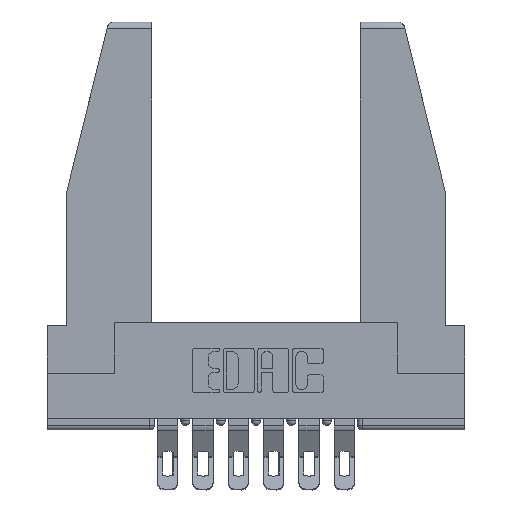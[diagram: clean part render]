
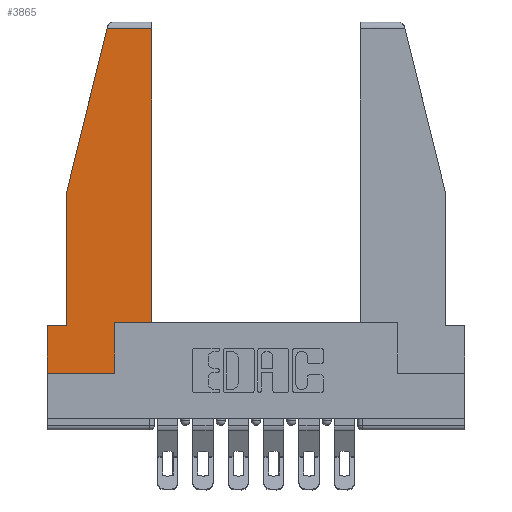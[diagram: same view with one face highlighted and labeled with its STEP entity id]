
A CAD part, top view. The second image highlights one B-rep face of the part: STEP entity #3865.
In plain terms, the highlighted planar face has unit normal (0, 0, 1).
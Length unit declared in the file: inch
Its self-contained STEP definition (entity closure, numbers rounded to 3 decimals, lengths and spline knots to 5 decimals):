
#136 = DIRECTION ( 'NONE',  ( -1., 0., 0. ) ) ;
#196 = VERTEX_POINT ( 'NONE', #9336 ) ;
#305 = CARTESIAN_POINT ( 'NONE',  ( 0.086, 0.21, 0. ) ) ;
#438 = VECTOR ( 'NONE', #4231, 39.37008 ) ;
#491 = DIRECTION ( 'NONE',  ( 0., -1., 0. ) ) ;
#553 = CARTESIAN_POINT ( 'NONE',  ( 0., 0.21, 0. ) ) ;
#915 = DIRECTION ( 'NONE',  ( 0., 1., 0. ) ) ;
#1227 = LINE ( 'NONE', #6080, #3881 ) ;
#1252 = VECTOR ( 'NONE', #6503, 39.37008 ) ;
#1380 = EDGE_CURVE ( 'NONE', #6286, #3570, #6481, .T. ) ;
#1425 = CARTESIAN_POINT ( 'NONE',  ( 0.086, 0.8, 0. ) ) ;
#1445 = EDGE_LOOP ( 'NONE', ( #3488, #5690, #1571, #6518, #1713, #11936, #6001, #11939, #11881 ) ) ;
#1571 = ORIENTED_EDGE ( 'NONE', *, *, #8524, .T. ) ;
#1593 = FACE_OUTER_BOUND ( 'NONE', #1445, .T. ) ;
#1713 = ORIENTED_EDGE ( 'NONE', *, *, #10925, .T. ) ;
#1858 = LINE ( 'NONE', #7869, #7831 ) ;
#2052 = LINE ( 'NONE', #7948, #10204 ) ;
#2193 = CARTESIAN_POINT ( 'NONE',  ( 0.297, 0., 0. ) ) ;
#2231 = CARTESIAN_POINT ( 'NONE',  ( 0.086, 0.8, 0. ) ) ;
#2291 = LINE ( 'NONE', #553, #4828 ) ;
#2632 = CARTESIAN_POINT ( 'NONE',  ( 0.461, 0.223, 0. ) ) ;
#3136 = DIRECTION ( 'NONE',  ( -1., 0., 0. ) ) ;
#3485 = DIRECTION ( 'NONE',  ( 0., 0., 1. ) ) ;
#3488 = ORIENTED_EDGE ( 'NONE', *, *, #10187, .T. ) ;
#3525 = EDGE_CURVE ( 'NONE', #3570, #8624, #5882, .T. ) ;
#3570 = VERTEX_POINT ( 'NONE', #2193 ) ;
#3596 = VECTOR ( 'NONE', #3746, 39.37008 ) ;
#3746 = DIRECTION ( 'NONE',  ( 1., 0., 0. ) ) ;
#3865 = ADVANCED_FACE ( 'NONE', ( #1593 ), #12421, .T. ) ;
#3881 = VECTOR ( 'NONE', #3136, 39.37008 ) ;
#3949 = AXIS2_PLACEMENT_3D ( 'NONE', #11383, #3485, #7607 ) ;
#4231 = DIRECTION ( 'NONE',  ( 1., 0., 0. ) ) ;
#4308 = CARTESIAN_POINT ( 'NONE',  ( 0., 0.21, 0. ) ) ;
#4662 = VERTEX_POINT ( 'NONE', #4308 ) ;
#4828 = VECTOR ( 'NONE', #491, 39.37008 ) ;
#5347 = EDGE_CURVE ( 'NONE', #196, #7606, #2052, .T. ) ;
#5642 = EDGE_CURVE ( 'NONE', #8624, #5825, #6577, .T. ) ;
#5690 = ORIENTED_EDGE ( 'NONE', *, *, #5347, .T. ) ;
#5755 = CARTESIAN_POINT ( 'NONE',  ( 0.297, 0., 0. ) ) ;
#5804 = VECTOR ( 'NONE', #915, 39.37008 ) ;
#5825 = VERTEX_POINT ( 'NONE', #5981 ) ;
#5882 = LINE ( 'NONE', #5755, #5804 ) ;
#5981 = CARTESIAN_POINT ( 'NONE',  ( 0.461, 0.223, 0. ) ) ;
#6001 = ORIENTED_EDGE ( 'NONE', *, *, #1380, .T. ) ;
#6020 = EDGE_CURVE ( 'NONE', #6878, #9099, #11109, .T. ) ;
#6080 = CARTESIAN_POINT ( 'NONE',  ( 0., 0.21, 0. ) ) ;
#6246 = DIRECTION ( 'NONE',  ( 0., -1., 0. ) ) ;
#6286 = VERTEX_POINT ( 'NONE', #6936 ) ;
#6481 = LINE ( 'NONE', #9151, #438 ) ;
#6503 = DIRECTION ( 'NONE',  ( 0., 1., 0. ) ) ;
#6518 = ORIENTED_EDGE ( 'NONE', *, *, #6020, .T. ) ;
#6577 = LINE ( 'NONE', #8792, #3596 ) ;
#6648 = VECTOR ( 'NONE', #6246, 39.37008 ) ;
#6830 = CARTESIAN_POINT ( 'NONE',  ( 0.297, 0.223, 0. ) ) ;
#6878 = VERTEX_POINT ( 'NONE', #1425 ) ;
#6936 = CARTESIAN_POINT ( 'NONE',  ( 0., 0., 0. ) ) ;
#7606 = VERTEX_POINT ( 'NONE', #11872 ) ;
#7607 = DIRECTION ( 'NONE',  ( 1., 0., 0. ) ) ;
#7682 = EDGE_CURVE ( 'NONE', #4662, #6286, #2291, .T. ) ;
#7831 = VECTOR ( 'NONE', #10668, 39.37008 ) ;
#7869 = CARTESIAN_POINT ( 'NONE',  ( 0.271, 1.55, 0. ) ) ;
#7948 = CARTESIAN_POINT ( 'NONE',  ( 0., 1.52, 0. ) ) ;
#8524 = EDGE_CURVE ( 'NONE', #7606, #6878, #1858, .T. ) ;
#8577 = LINE ( 'NONE', #2632, #1252 ) ;
#8624 = VERTEX_POINT ( 'NONE', #6830 ) ;
#8792 = CARTESIAN_POINT ( 'NONE',  ( 0.297, 0.223, 0. ) ) ;
#9099 = VERTEX_POINT ( 'NONE', #305 ) ;
#9151 = CARTESIAN_POINT ( 'NONE',  ( 0., 0., 0. ) ) ;
#9336 = CARTESIAN_POINT ( 'NONE',  ( 0.461, 1.52, 0. ) ) ;
#10187 = EDGE_CURVE ( 'NONE', #5825, #196, #8577, .T. ) ;
#10204 = VECTOR ( 'NONE', #136, 39.37008 ) ;
#10668 = DIRECTION ( 'NONE',  ( -0.239, -0.971, 0. ) ) ;
#10925 = EDGE_CURVE ( 'NONE', #9099, #4662, #1227, .T. ) ;
#11109 = LINE ( 'NONE', #2231, #6648 ) ;
#11383 = CARTESIAN_POINT ( 'NONE',  ( 0., 0., 0. ) ) ;
#11872 = CARTESIAN_POINT ( 'NONE',  ( 0.2636, 1.52, 0. ) ) ;
#11881 = ORIENTED_EDGE ( 'NONE', *, *, #5642, .T. ) ;
#11936 = ORIENTED_EDGE ( 'NONE', *, *, #7682, .T. ) ;
#11939 = ORIENTED_EDGE ( 'NONE', *, *, #3525, .T. ) ;
#12421 = PLANE ( 'NONE',  #3949 ) ;
